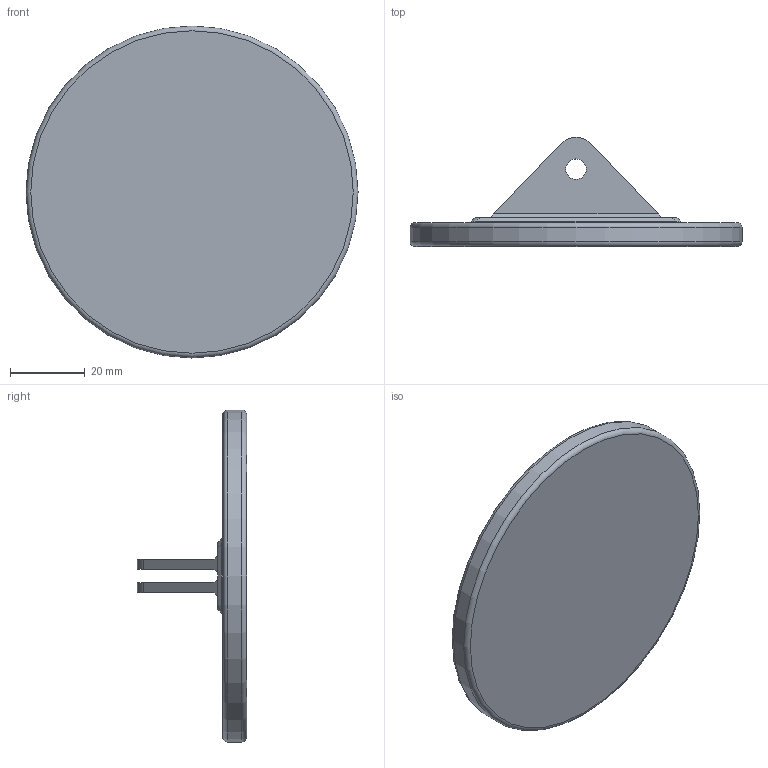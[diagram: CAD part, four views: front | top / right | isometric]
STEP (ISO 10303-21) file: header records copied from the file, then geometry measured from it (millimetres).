
FILE_DESCRIPTION(/* description */ (''),/* implementation_level */ '2;1');
FILE_NAME(/* name */ 'Switch_Plate_GoPro_Compatible.step',/* time_stamp */ '2024-05-27T13:39:08-06:00',/* author */ (''),/* organization */ (''),/* preprocessor_version */ 'ST-DEVELOPER v20',/* originating_system */ 'Autodesk Translation Framework v13.14.0.145',/* authorisation */ '');
FILE_SCHEMA (('AUTOMOTIVE_DESIGN { 1 0 10303 214 3 1 1 }'));
Length unit declared in the file: millimetre
Products named in the file (1): Switch Plate (GoPro compatible)
Bounding box: 88.9 x 29.25 x 88.9 mm (x, y, z)
Volume: 45450.5 mm3; surface area: 18648.9 mm2
Topology: 2 solids, 2 shells, 35 faces, 87 edges, 58 vertices
Faces by surface type: plane 24, cylinder 9, torus 2
Full cylindrical faces by diameter (mm): 5.5 x2, 88.9 x1
Entity records: 1089 total; most frequent: DIRECTION 187, CARTESIAN_POINT 181, ORIENTED_EDGE 174, EDGE_CURVE 87, AXIS2_PLACEMENT_3D 64, LINE 59, VECTOR 59, VERTEX_POINT 58
